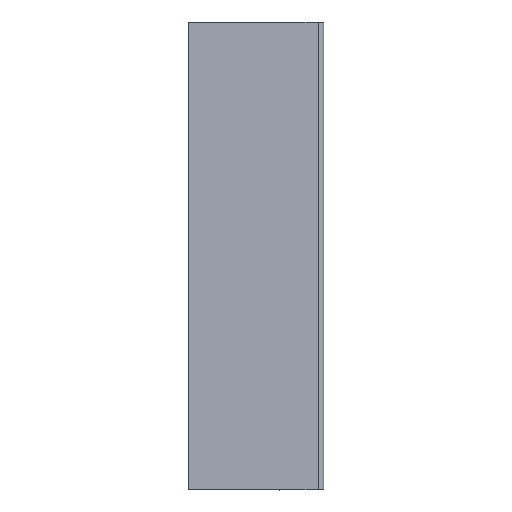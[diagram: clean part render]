
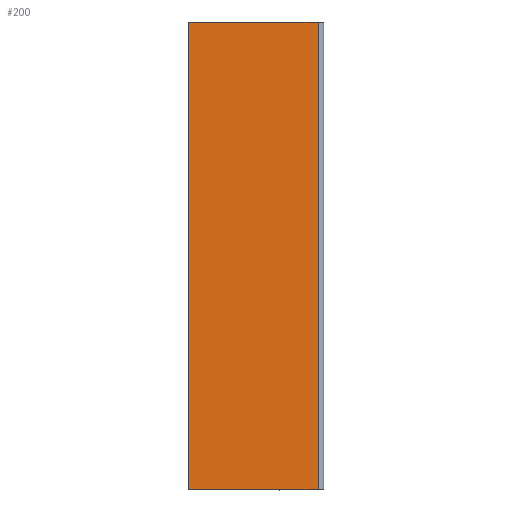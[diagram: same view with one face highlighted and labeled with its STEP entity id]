
A CAD part, top view. The second image highlights one B-rep face of the part: STEP entity #200.
In plain terms, the highlighted planar face has unit normal (0.087, 0, 0.996).
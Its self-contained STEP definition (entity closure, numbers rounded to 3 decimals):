
#19=PLANE('',#244);
#30=FACE_OUTER_BOUND('',#41,.T.);
#41=EDGE_LOOP('',(#173,#174,#175,#176));
#48=LINE('',#327,#65);
#54=LINE('',#349,#71);
#58=LINE('',#357,#75);
#59=LINE('',#362,#76);
#65=VECTOR('',#265,10.);
#71=VECTOR('',#287,10.);
#75=VECTOR('',#295,10.);
#76=VECTOR('',#304,10.);
#93=VERTEX_POINT('',#324);
#94=VERTEX_POINT('',#326);
#99=VERTEX_POINT('',#342);
#102=VERTEX_POINT('',#347);
#113=EDGE_CURVE('',#94,#93,#48,.T.);
#124=EDGE_CURVE('',#102,#99,#54,.T.);
#128=EDGE_CURVE('',#93,#99,#58,.T.);
#131=EDGE_CURVE('',#94,#102,#59,.T.);
#173=ORIENTED_EDGE('',*,*,#124,.F.);
#174=ORIENTED_EDGE('',*,*,#131,.F.);
#175=ORIENTED_EDGE('',*,*,#113,.T.);
#176=ORIENTED_EDGE('',*,*,#128,.T.);
#200=ADVANCED_FACE('',(#30),#19,.T.);
#244=AXIS2_PLACEMENT_3D('',#361,#302,#303);
#265=DIRECTION('',(0.,-1.,0.));
#287=DIRECTION('',(0.,-1.,0.));
#295=DIRECTION('',(0.996,0.,-0.087));
#302=DIRECTION('center_axis',(0.087,0.,0.996));
#303=DIRECTION('ref_axis',(0.996,0.,-0.087));
#304=DIRECTION('',(0.996,0.,-0.087));
#324=CARTESIAN_POINT('',(0.711,-0.375,1.11));
#326=CARTESIAN_POINT('',(0.711,0.375,1.11));
#327=CARTESIAN_POINT('',(0.711,0.,1.11));
#342=CARTESIAN_POINT('',(0.919,-0.375,1.092));
#347=CARTESIAN_POINT('',(0.919,0.375,1.092));
#349=CARTESIAN_POINT('',(0.919,0.,1.092));
#357=CARTESIAN_POINT('',(0.694,-0.375,1.111));
#361=CARTESIAN_POINT('Origin',(0.694,0.,1.111));
#362=CARTESIAN_POINT('',(0.694,0.375,1.111));
